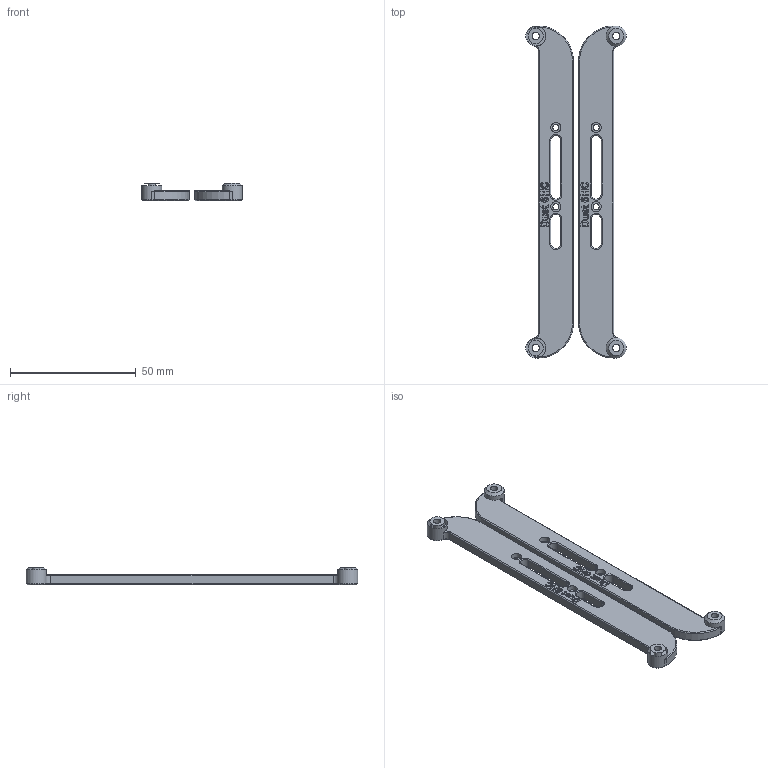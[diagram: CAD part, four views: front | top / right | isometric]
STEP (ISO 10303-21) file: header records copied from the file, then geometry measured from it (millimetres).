
FILE_DESCRIPTION(/* description */ (''),/* implementation_level */ '2;1');
FILE_NAME(/* name */ 'Duet 6HC Mount.step',/* time_stamp */ '2021-10-15T11:26:39+02:00',/* author */ (''),/* organization */ (''),/* preprocessor_version */ 'ST-DEVELOPER v18.1',/* originating_system */ 'Autodesk Translation Framework v10.10.0.1391',/* authorisation */ '');
FILE_SCHEMA (('AUTOMOTIVE_DESIGN { 1 0 10303 214 3 1 1 }'));
Length unit declared in the file: millimetre
Products named in the file (1): Duet 6HC Mount
Bounding box: 40 x 132 x 7 mm (x, y, z)
Volume: 13579.5 mm3; surface area: 10130.3 mm2
Topology: 2 solids, 2 shells, 426 faces, 1120 edges, 722 vertices
Faces by surface type: bspline 182, plane 152, cylinder 48, cone 28, torus 16
Full cylindrical faces by diameter (mm): 2.4 x4, 2.9 x4, 4 x4, 8 x4
Entity records: 14841 total; most frequent: CARTESIAN_POINT 5433, ORIENTED_EDGE 2240, DIRECTION 1372, EDGE_CURVE 1120, VERTEX_POINT 722, LINE 602, VECTOR 602, EDGE_LOOP 474
